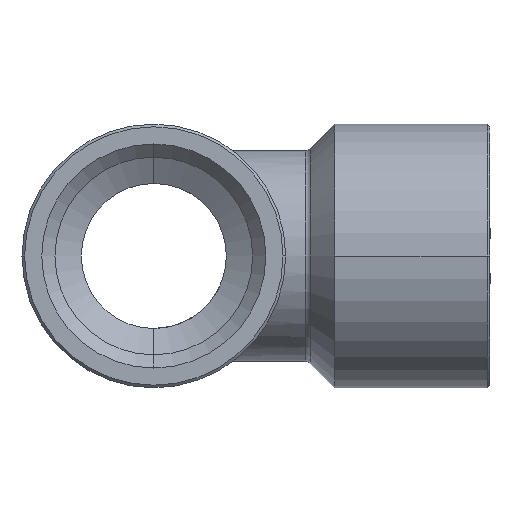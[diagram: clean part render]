
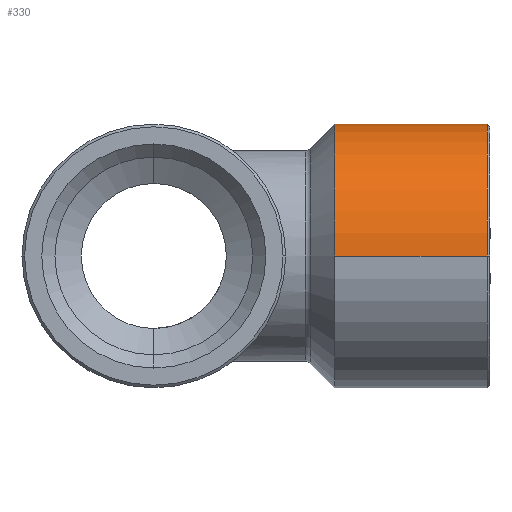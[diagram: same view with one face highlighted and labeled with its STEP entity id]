
A CAD part, left-side view. The second image highlights one B-rep face of the part: STEP entity #330.
In plain terms, the highlighted cylindrical face has radius 10 mm (diameter 20 mm), a partial arc.
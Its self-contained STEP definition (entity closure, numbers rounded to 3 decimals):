
#14 = AXIS2_PLACEMENT_3D ( 'NONE', #1310, #1311, #1312 ) ;
#33 = EDGE_LOOP ( 'NONE', ( #436, #438, #437, #439, #440 ) ) ;
#38 = VECTOR ( 'NONE', #1309, 1000. ) ;
#39 = CIRCLE ( 'NONE', #14, 10. ) ;
#134 = CARTESIAN_POINT ( 'NONE',  ( 0., 5.079, 0. ) ) ;
#135 = DIRECTION ( 'NONE',  ( 0., 1., 0. ) ) ;
#136 = DIRECTION ( 'NONE',  ( -1., 0., 0. ) ) ;
#174 = CARTESIAN_POINT ( 'NONE',  ( 10., -25.3, 0. ) ) ;
#175 = CARTESIAN_POINT ( 'NONE',  ( -10., -25.3, 0. ) ) ;
#176 = CARTESIAN_POINT ( 'NONE',  ( 10., -13.707, 0. ) ) ;
#177 = CARTESIAN_POINT ( 'NONE',  ( 0., -13.707, 10. ) ) ;
#178 = CARTESIAN_POINT ( 'NONE',  ( -10., -13.707, 0. ) ) ;
#330 = ADVANCED_FACE ( 'NONE', ( #981 ), #982, .T. ) ;
#371 = VERTEX_POINT ( 'NONE', #174 ) ;
#372 = VERTEX_POINT ( 'NONE', #175 ) ;
#373 = VERTEX_POINT ( 'NONE', #176 ) ;
#374 = VERTEX_POINT ( 'NONE', #177 ) ;
#375 = VERTEX_POINT ( 'NONE', #178 ) ;
#436 = ORIENTED_EDGE ( 'NONE', *, *, #556, .T. ) ;
#437 = ORIENTED_EDGE ( 'NONE', *, *, #559, .F. ) ;
#438 = ORIENTED_EDGE ( 'NONE', *, *, #558, .T. ) ;
#439 = ORIENTED_EDGE ( 'NONE', *, *, #560, .F. ) ;
#440 = ORIENTED_EDGE ( 'NONE', *, *, #561, .F. ) ;
#556 = EDGE_CURVE ( 'NONE', #372, #371, #772, .T. ) ;
#558 = EDGE_CURVE ( 'NONE', #371, #373, #1052, .T. ) ;
#559 = EDGE_CURVE ( 'NONE', #374, #373, #39, .T. ) ;
#560 = EDGE_CURVE ( 'NONE', #375, #374, #1342, .T. ) ;
#561 = EDGE_CURVE ( 'NONE', #372, #375, #1053, .T. ) ;
#692 = AXIS2_PLACEMENT_3D ( 'NONE', #134, #135, #136 ) ;
#772 = CIRCLE ( 'NONE', #781, 10. ) ;
#781 = AXIS2_PLACEMENT_3D ( 'NONE', #1303, #1304, #1305 ) ;
#981 = FACE_OUTER_BOUND ( 'NONE', #33, .T. ) ;
#982 = CYLINDRICAL_SURFACE ( 'NONE', #692, 10. ) ;
#1052 = LINE ( 'NONE', #1308, #38 ) ;
#1053 = LINE ( 'NONE', #1316, #1344 ) ;
#1303 = CARTESIAN_POINT ( 'NONE',  ( 0., -25.3, 0. ) ) ;
#1304 = DIRECTION ( 'NONE',  ( 0., 1., 0. ) ) ;
#1305 = DIRECTION ( 'NONE',  ( -1., 0., 0. ) ) ;
#1308 = CARTESIAN_POINT ( 'NONE',  ( 10., 5.079, 0. ) ) ;
#1309 = DIRECTION ( 'NONE',  ( 0., 1., 0. ) ) ;
#1310 = CARTESIAN_POINT ( 'NONE',  ( 0., -13.707, 0. ) ) ;
#1311 = DIRECTION ( 'NONE',  ( 0., 1., 0. ) ) ;
#1312 = DIRECTION ( 'NONE',  ( 0., 0., -1. ) ) ;
#1313 = CARTESIAN_POINT ( 'NONE',  ( 0., -13.707, 0. ) ) ;
#1314 = DIRECTION ( 'NONE',  ( 0., 1., 0. ) ) ;
#1315 = DIRECTION ( 'NONE',  ( 0., 0., -1. ) ) ;
#1316 = CARTESIAN_POINT ( 'NONE',  ( -10., 5.079, 0. ) ) ;
#1317 = DIRECTION ( 'NONE',  ( 0., 1., 0. ) ) ;
#1342 = CIRCLE ( 'NONE', #1343, 10. ) ;
#1343 = AXIS2_PLACEMENT_3D ( 'NONE', #1313, #1314, #1315 ) ;
#1344 = VECTOR ( 'NONE', #1317, 1000. ) ;
